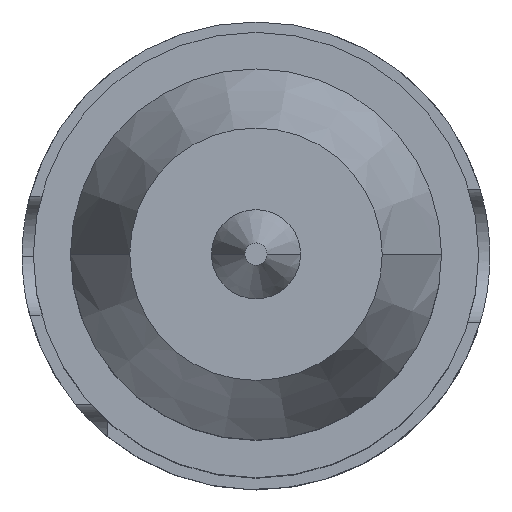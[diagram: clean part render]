
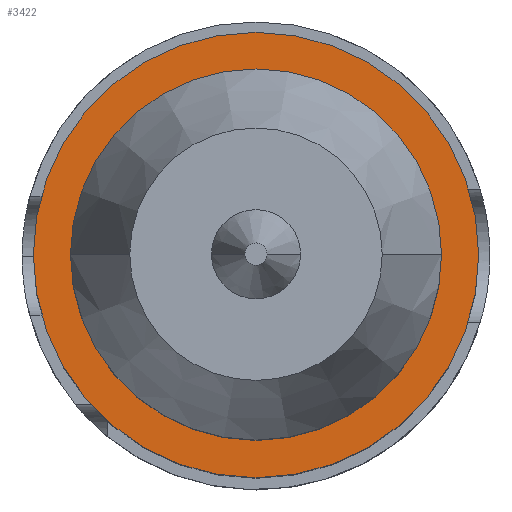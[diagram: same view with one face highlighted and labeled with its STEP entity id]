
A CAD part, top view. The second image highlights one B-rep face of the part: STEP entity #3422.
In plain terms, the highlighted planar face has unit normal (0, 0, 1).
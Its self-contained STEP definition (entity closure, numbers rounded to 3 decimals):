
#151 = CIRCLE ( 'NONE', #2063, 30. ) ;
#333 = CARTESIAN_POINT ( 'NONE',  ( 0., 30., 87. ) ) ;
#369 = EDGE_CURVE ( 'NONE', #2323, #2809, #434, .T. ) ;
#434 = CIRCLE ( 'NONE', #590, 24. ) ;
#437 = FACE_OUTER_BOUND ( 'NONE', #3226, .T. ) ;
#465 = EDGE_CURVE ( 'NONE', #1381, #3710, #151, .T. ) ;
#482 = ORIENTED_EDGE ( 'NONE', *, *, #369, .T. ) ;
#526 = CARTESIAN_POINT ( 'NONE',  ( -24., 0., 87. ) ) ;
#573 = DIRECTION ( 'NONE',  ( 0., 0., -1. ) ) ;
#590 = AXIS2_PLACEMENT_3D ( 'NONE', #1086, #1105, #1269 ) ;
#648 = DIRECTION ( 'NONE',  ( 1., 0., 0. ) ) ;
#730 = ORIENTED_EDGE ( 'NONE', *, *, #1573, .T. ) ;
#1040 = ORIENTED_EDGE ( 'NONE', *, *, #1708, .F. ) ;
#1086 = CARTESIAN_POINT ( 'NONE',  ( 0., 0., 87. ) ) ;
#1105 = DIRECTION ( 'NONE',  ( 0., 0., -1. ) ) ;
#1214 = CARTESIAN_POINT ( 'NONE',  ( 24., 0., 87. ) ) ;
#1220 = CARTESIAN_POINT ( 'NONE',  ( -30., 0., 87. ) ) ;
#1269 = DIRECTION ( 'NONE',  ( -1., 0., 0. ) ) ;
#1275 = PLANE ( 'NONE',  #3706 ) ;
#1381 = VERTEX_POINT ( 'NONE', #1220 ) ;
#1573 = EDGE_CURVE ( 'NONE', #2809, #2323, #2142, .T. ) ;
#1685 = AXIS2_PLACEMENT_3D ( 'NONE', #3402, #3443, #3460 ) ;
#1708 = EDGE_CURVE ( 'NONE', #3710, #1381, #2676, .T. ) ;
#1913 = CARTESIAN_POINT ( 'NONE',  ( 30., 0., 87. ) ) ;
#2063 = AXIS2_PLACEMENT_3D ( 'NONE', #3784, #3795, #3810 ) ;
#2142 = CIRCLE ( 'NONE', #1685, 24. ) ;
#2284 = EDGE_LOOP ( 'NONE', ( #730, #482 ) ) ;
#2323 = VERTEX_POINT ( 'NONE', #1214 ) ;
#2466 = CARTESIAN_POINT ( 'NONE',  ( 0., 0., 87. ) ) ;
#2549 = DIRECTION ( 'NONE',  ( 0., 0., 1. ) ) ;
#2676 = CIRCLE ( 'NONE', #3378, 30. ) ;
#2781 = DIRECTION ( 'NONE',  ( -1., 0., 0. ) ) ;
#2809 = VERTEX_POINT ( 'NONE', #526 ) ;
#3226 = EDGE_LOOP ( 'NONE', ( #3404, #1040 ) ) ;
#3378 = AXIS2_PLACEMENT_3D ( 'NONE', #2466, #573, #2781 ) ;
#3402 = CARTESIAN_POINT ( 'NONE',  ( 0., 0., 87. ) ) ;
#3404 = ORIENTED_EDGE ( 'NONE', *, *, #465, .F. ) ;
#3422 = ADVANCED_FACE ( 'NONE', ( #3899, #437 ), #1275, .T. ) ;
#3443 = DIRECTION ( 'NONE',  ( 0., 0., -1. ) ) ;
#3460 = DIRECTION ( 'NONE',  ( -1., 0., 0. ) ) ;
#3706 = AXIS2_PLACEMENT_3D ( 'NONE', #333, #2549, #648 ) ;
#3710 = VERTEX_POINT ( 'NONE', #1913 ) ;
#3784 = CARTESIAN_POINT ( 'NONE',  ( 0., 0., 87. ) ) ;
#3795 = DIRECTION ( 'NONE',  ( 0., 0., -1. ) ) ;
#3810 = DIRECTION ( 'NONE',  ( -1., 0., 0. ) ) ;
#3899 = FACE_BOUND ( 'NONE', #2284, .T. ) ;
